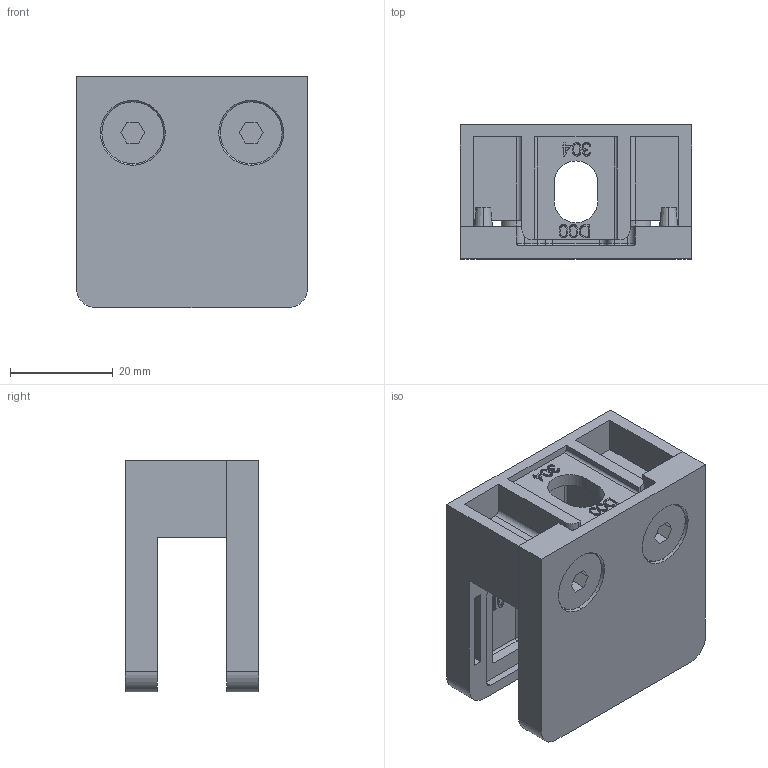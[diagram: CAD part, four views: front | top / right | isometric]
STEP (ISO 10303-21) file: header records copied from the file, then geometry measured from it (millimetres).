
FILE_DESCRIPTION (( 'STEP AP214' ), '1' );
FILE_NAME ('A_2300-000.STEP', '2022-10-17T06:30:24', ( '' ), ( '' ), 'SwSTEP 2.0', 'SolidWorks 2019', '' );
FILE_SCHEMA (( 'AUTOMOTIVE_DESIGN' ));
Length unit declared in the file: millimetre
Products named in the file (4): A_2300-000.P1; A_2300-000; A_2300-000.P2; Skrutka DIN 7991_Skrutka M 6x 16
Assembly tree (4 placements, depth 2):
  A_2300-000
    A_2300-000.P1
    A_2300-000.P2
    Skrutka DIN 7991_Skrutka M 6x 16  x2
Bounding box: 45 x 26 x 45 mm (x, y, z)
Volume: 22094.8 mm3; surface area: 16588.3 mm2
Topology: 4 solids, 4 shells, 691 faces, 1746 edges, 1114 vertices
Faces by surface type: plane 323, bspline 194, cylinder 120, cone 24, sphere 18, torus 12
Entity records: 32742 total; most frequent: CARTESIAN_POINT 17521, ORIENTED_EDGE 3372, DIRECTION 2534, EDGE_CURVE 1686, VERTEX_POINT 1092, VECTOR 1036, LINE 1036, EDGE_LOOP 754
